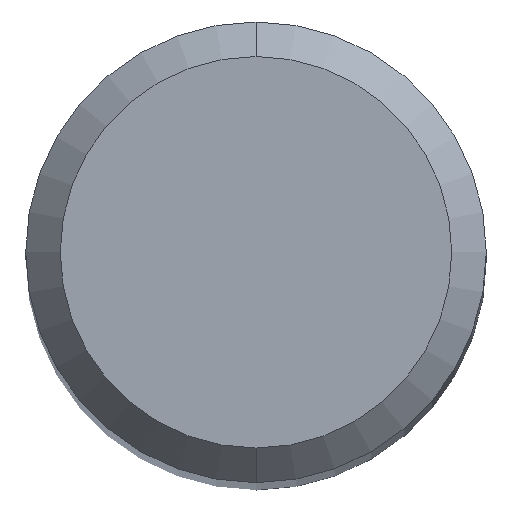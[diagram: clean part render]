
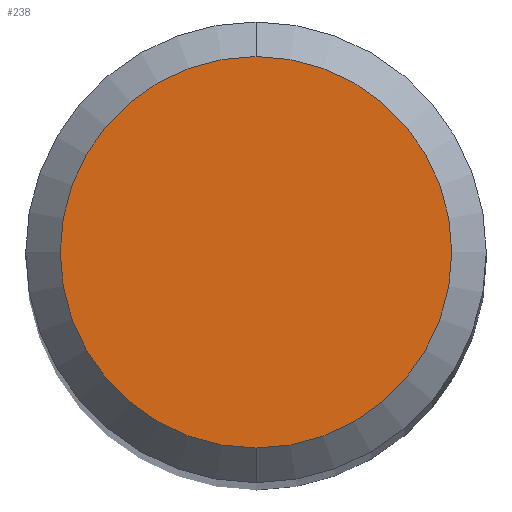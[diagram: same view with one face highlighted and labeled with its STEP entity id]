
A CAD part, top view. The second image highlights one B-rep face of the part: STEP entity #238.
In plain terms, the highlighted planar face has unit normal (0, 0, 1).
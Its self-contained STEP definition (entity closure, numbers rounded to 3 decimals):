
#108=EDGE_CURVE('',#188,#128,#274,.T.);
#128=VERTEX_POINT('',#294);
#132=EDGE_CURVE('',#128,#188,#299,.T.);
#188=VERTEX_POINT('',#363);
#238=ADVANCED_FACE('',(#420),#421,.T.);
#274=CIRCLE('',#451,1.7);
#294=CARTESIAN_POINT('',(0.,-1.7,0.0));
#299=CIRCLE('',#486,1.7);
#363=CARTESIAN_POINT('',(0.0,1.7,0.0));
#420=FACE_OUTER_BOUND('',#634,.T.);
#421=PLANE('',#635);
#451=AXIS2_PLACEMENT_3D('',#660,#661,#662);
#486=AXIS2_PLACEMENT_3D('',#683,#684,#685);
#634=EDGE_LOOP('',(#850,#851));
#635=AXIS2_PLACEMENT_3D('',#852,#853,#854);
#660=CARTESIAN_POINT('',(0.0,0.0,0.0));
#661=DIRECTION('',(0.0,0.0,-1.0));
#662=DIRECTION('',(0.0,1.0,0.0));
#683=CARTESIAN_POINT('',(0.0,0.0,0.0));
#684=DIRECTION('',(0.0,0.0,-1.0));
#685=DIRECTION('',(0.0,1.0,0.0));
#850=ORIENTED_EDGE('',*,*,#108,.F.);
#851=ORIENTED_EDGE('',*,*,#132,.F.);
#852=CARTESIAN_POINT('',(0.0,0.85,0.0));
#853=DIRECTION('',(-0.0,0.0,1.0));
#854=DIRECTION('',(0.0,-1.0,0.0));
